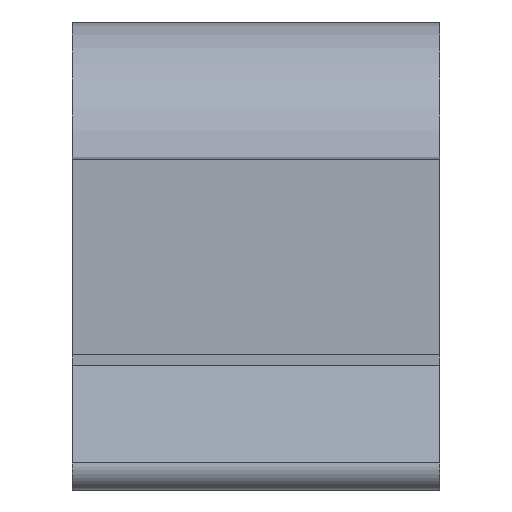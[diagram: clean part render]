
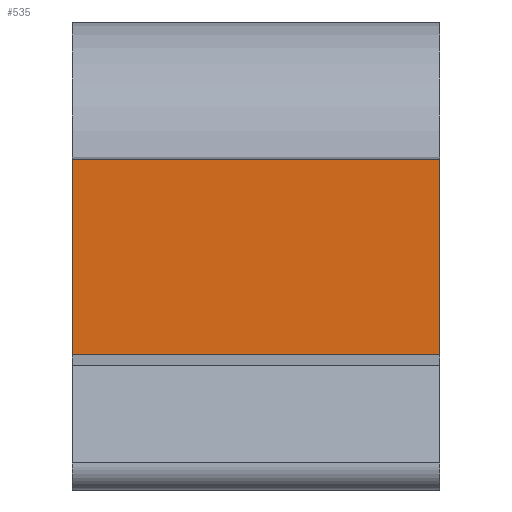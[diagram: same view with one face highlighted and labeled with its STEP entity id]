
A CAD part, left-side view. The second image highlights one B-rep face of the part: STEP entity #535.
In plain terms, the highlighted planar face has unit normal (-1, 0, 0).
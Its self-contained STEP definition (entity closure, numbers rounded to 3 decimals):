
#45=PLANE('',#603);
#72=FACE_OUTER_BOUND('',#106,.T.);
#106=EDGE_LOOP('',(#497,#498,#499,#500));
#113=LINE('',#781,#167);
#132=LINE('',#844,#186);
#158=LINE('',#899,#212);
#161=LINE('',#905,#215);
#167=VECTOR('',#628,10.);
#186=VECTOR('',#677,10.);
#212=VECTOR('',#743,10.);
#215=VECTOR('',#752,10.);
#243=VERTEX_POINT('',#778);
#244=VERTEX_POINT('',#780);
#272=VERTEX_POINT('',#841);
#273=VERTEX_POINT('',#843);
#293=EDGE_CURVE('',#243,#244,#113,.T.);
#324=EDGE_CURVE('',#272,#273,#132,.T.);
#353=EDGE_CURVE('',#273,#243,#158,.T.);
#356=EDGE_CURVE('',#272,#244,#161,.T.);
#497=ORIENTED_EDGE('',*,*,#324,.F.);
#498=ORIENTED_EDGE('',*,*,#356,.T.);
#499=ORIENTED_EDGE('',*,*,#293,.F.);
#500=ORIENTED_EDGE('',*,*,#353,.F.);
#535=ADVANCED_FACE('',(#72),#45,.T.);
#603=AXIS2_PLACEMENT_3D('',#906,#753,#754);
#628=DIRECTION('',(0.,0.,-1.));
#677=DIRECTION('',(0.,0.,1.));
#743=DIRECTION('',(0.,-1.,0.));
#752=DIRECTION('',(0.,-1.,0.));
#753=DIRECTION('center_axis',(-1.,0.,0.));
#754=DIRECTION('ref_axis',(0.,0.,-1.));
#778=CARTESIAN_POINT('',(-31.007,-4.,14.007));
#780=CARTESIAN_POINT('',(-31.007,-4.,9.757));
#781=CARTESIAN_POINT('',(-31.007,-4.,9.757));
#841=CARTESIAN_POINT('',(-31.007,4.,9.757));
#843=CARTESIAN_POINT('',(-31.007,4.,14.007));
#844=CARTESIAN_POINT('',(-31.007,4.,9.757));
#899=CARTESIAN_POINT('',(-31.007,4.,14.007));
#905=CARTESIAN_POINT('',(-31.007,4.,9.757));
#906=CARTESIAN_POINT('Origin',(-31.007,4.,14.007));
